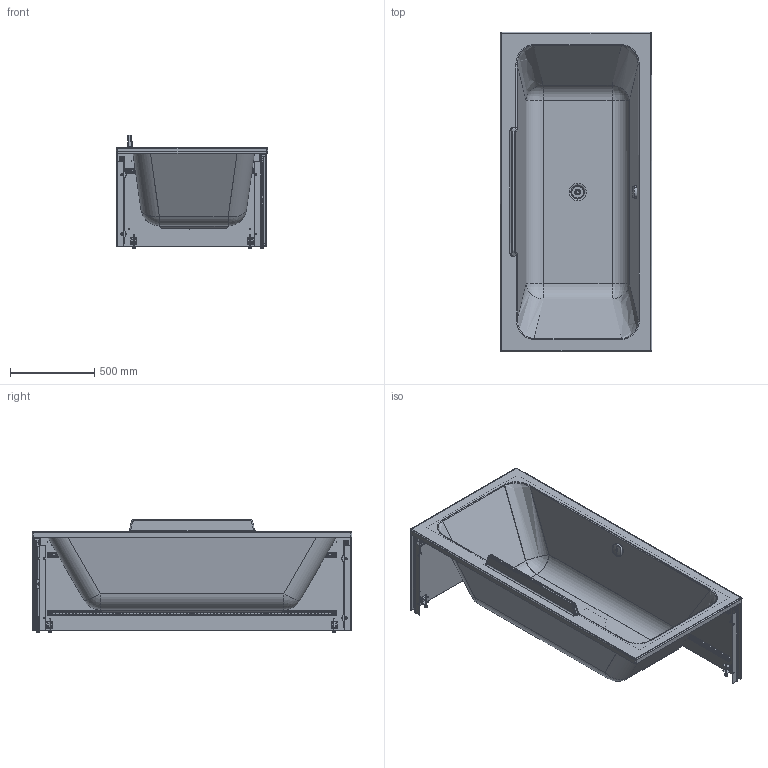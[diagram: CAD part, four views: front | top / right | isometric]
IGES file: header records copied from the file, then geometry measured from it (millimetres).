
Global section: file name: No Iges File Name specified; native system: Autodesk Inventor 2011; preprocessor: AutoDesk Inventor Iges Exporter R2011; author: Administrator; date: 20130527.161011; units: millimetre
Bounding box: 901.13 x 1900.53 x 673.58 mm (x, y, z)
Volume: 40057005.3 mm3; surface area: 12307254.1 mm2
Topology: 60 solids, 60 shells, 3220 faces, 7742 edges, 4650 vertices
Faces by surface type: plane 1095, revolution 850, cylinder 505, bspline 224, cone 214, sphere 178, torus 154
